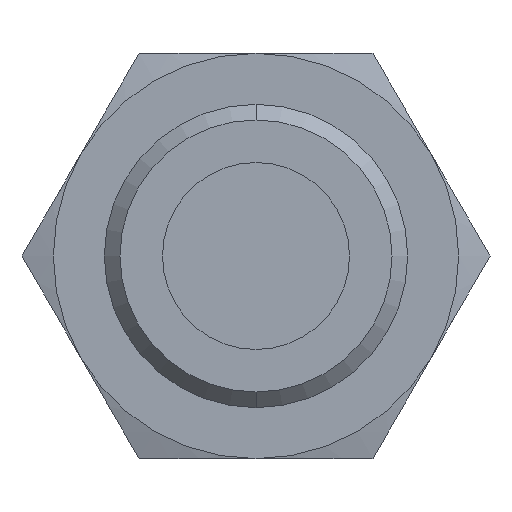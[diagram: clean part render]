
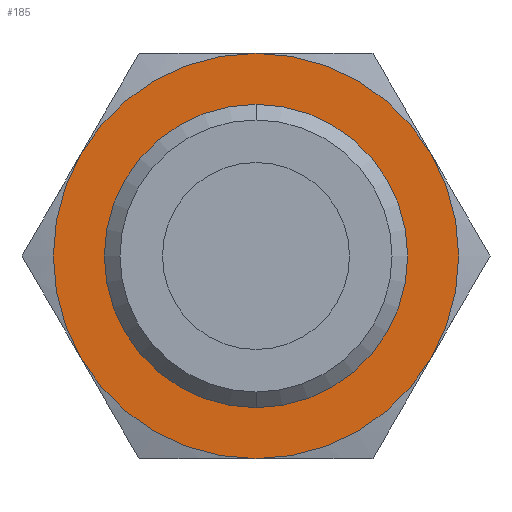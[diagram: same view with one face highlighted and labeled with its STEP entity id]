
A CAD part, front view. The second image highlights one B-rep face of the part: STEP entity #185.
In plain terms, the highlighted face is planar.
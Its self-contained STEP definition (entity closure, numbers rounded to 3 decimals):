
#28 = DIRECTION ( 'NONE',  ( -1., 0., 0. ) ) ;
#44 = CARTESIAN_POINT ( 'NONE',  ( 0., 0., 0. ) ) ;
#54 = VERTEX_POINT ( 'NONE', #558 ) ;
#60 = CARTESIAN_POINT ( 'NONE',  ( -6.5, -3.753, 0. ) ) ;
#74 = DIRECTION ( 'NONE',  ( -1., 0., 0. ) ) ;
#76 = VERTEX_POINT ( 'NONE', #85 ) ;
#85 = CARTESIAN_POINT ( 'NONE',  ( -6.5, 0., 0. ) ) ;
#146 = CIRCLE ( 'NONE', #1109, 6.5 ) ;
#160 = CARTESIAN_POINT ( 'NONE',  ( 0., 0., 0. ) ) ;
#161 = DIRECTION ( 'NONE',  ( 0., 0., -1. ) ) ;
#162 = ORIENTED_EDGE ( 'NONE', *, *, #1153, .F. ) ;
#164 = CARTESIAN_POINT ( 'NONE',  ( 3.25, -5.629, 0. ) ) ;
#169 = ORIENTED_EDGE ( 'NONE', *, *, #1123, .F. ) ;
#177 = AXIS2_PLACEMENT_3D ( 'NONE', #614, #620, #800 ) ;
#185 = ADVANCED_FACE ( 'NONE', ( #1234, #1204 ), #258, .T. ) ;
#191 = EDGE_CURVE ( 'NONE', #54, #644, #299, .T. ) ;
#220 = CARTESIAN_POINT ( 'NONE',  ( 0., 0., 0. ) ) ;
#228 = CARTESIAN_POINT ( 'NONE',  ( 0., 0., 0. ) ) ;
#239 = DIRECTION ( 'NONE',  ( 1., 0., 0. ) ) ;
#246 = EDGE_CURVE ( 'NONE', #839, #746, #295, .T. ) ;
#252 = DIRECTION ( 'NONE',  ( 0., -1., 0. ) ) ;
#258 = PLANE ( 'NONE',  #851 ) ;
#274 = CIRCLE ( 'NONE', #177, 6.5 ) ;
#275 = AXIS2_PLACEMENT_3D ( 'NONE', #768, #473, #74 ) ;
#289 = DIRECTION ( 'NONE',  ( 0., 0., -1. ) ) ;
#295 = CIRCLE ( 'NONE', #275, 4.864 ) ;
#299 = CIRCLE ( 'NONE', #1008, 6.5 ) ;
#319 = DIRECTION ( 'NONE',  ( -1., 0., 0. ) ) ;
#332 = CARTESIAN_POINT ( 'NONE',  ( -3.25, -5.629, 0. ) ) ;
#336 = CIRCLE ( 'NONE', #414, 6.5 ) ;
#355 = CARTESIAN_POINT ( 'NONE',  ( 0., 0., 0. ) ) ;
#408 = CIRCLE ( 'NONE', #697, 6.5 ) ;
#409 = EDGE_CURVE ( 'NONE', #783, #825, #336, .T. ) ;
#414 = AXIS2_PLACEMENT_3D ( 'NONE', #228, #710, #28 ) ;
#424 = CARTESIAN_POINT ( 'NONE',  ( 3.25, 5.629, 0. ) ) ;
#431 = CIRCLE ( 'NONE', #846, 6.5 ) ;
#464 = CARTESIAN_POINT ( 'NONE',  ( -4.864, 0., 0. ) ) ;
#473 = DIRECTION ( 'NONE',  ( 0., 0., -1. ) ) ;
#525 = ORIENTED_EDGE ( 'NONE', *, *, #191, .F. ) ;
#544 = ORIENTED_EDGE ( 'NONE', *, *, #1244, .F. ) ;
#558 = CARTESIAN_POINT ( 'NONE',  ( 6.5, 0., 0. ) ) ;
#586 = CARTESIAN_POINT ( 'NONE',  ( 0., 0., 0. ) ) ;
#614 = CARTESIAN_POINT ( 'NONE',  ( 0., 0., 0. ) ) ;
#620 = DIRECTION ( 'NONE',  ( 0., 0., 1. ) ) ;
#644 = VERTEX_POINT ( 'NONE', #424 ) ;
#681 = DIRECTION ( 'NONE',  ( -1., 0., 0. ) ) ;
#697 = AXIS2_PLACEMENT_3D ( 'NONE', #586, #1253, #955 ) ;
#706 = EDGE_CURVE ( 'NONE', #76, #783, #274, .T. ) ;
#710 = DIRECTION ( 'NONE',  ( 0., 0., 1. ) ) ;
#728 = DIRECTION ( 'NONE',  ( 0., 0., 1. ) ) ;
#746 = VERTEX_POINT ( 'NONE', #1093 ) ;
#768 = CARTESIAN_POINT ( 'NONE',  ( 0., 0., 0. ) ) ;
#783 = VERTEX_POINT ( 'NONE', #332 ) ;
#784 = CARTESIAN_POINT ( 'NONE',  ( -3.25, 5.629, 0. ) ) ;
#800 = DIRECTION ( 'NONE',  ( -1., 0., 0. ) ) ;
#825 = VERTEX_POINT ( 'NONE', #164 ) ;
#829 = ORIENTED_EDGE ( 'NONE', *, *, #1068, .F. ) ;
#839 = VERTEX_POINT ( 'NONE', #464 ) ;
#846 = AXIS2_PLACEMENT_3D ( 'NONE', #160, #1197, #319 ) ;
#851 = AXIS2_PLACEMENT_3D ( 'NONE', #60, #161, #252 ) ;
#855 = ORIENTED_EDGE ( 'NONE', *, *, #409, .F. ) ;
#865 = EDGE_LOOP ( 'NONE', ( #984, #829, #544, #525, #162, #855 ) ) ;
#933 = ORIENTED_EDGE ( 'NONE', *, *, #246, .F. ) ;
#939 = EDGE_LOOP ( 'NONE', ( #169, #933 ) ) ;
#955 = DIRECTION ( 'NONE',  ( -1., 0., 0. ) ) ;
#984 = ORIENTED_EDGE ( 'NONE', *, *, #706, .F. ) ;
#1008 = AXIS2_PLACEMENT_3D ( 'NONE', #355, #728, #239 ) ;
#1068 = EDGE_CURVE ( 'NONE', #1077, #76, #408, .T. ) ;
#1069 = CIRCLE ( 'NONE', #1254, 4.864 ) ;
#1077 = VERTEX_POINT ( 'NONE', #784 ) ;
#1093 = CARTESIAN_POINT ( 'NONE',  ( 4.864, 0., 0. ) ) ;
#1109 = AXIS2_PLACEMENT_3D ( 'NONE', #44, #1140, #1238 ) ;
#1123 = EDGE_CURVE ( 'NONE', #746, #839, #1069, .T. ) ;
#1140 = DIRECTION ( 'NONE',  ( 0., 0., 1. ) ) ;
#1153 = EDGE_CURVE ( 'NONE', #825, #54, #431, .T. ) ;
#1197 = DIRECTION ( 'NONE',  ( 0., 0., 1. ) ) ;
#1204 = FACE_OUTER_BOUND ( 'NONE', #865, .T. ) ;
#1234 = FACE_BOUND ( 'NONE', #939, .T. ) ;
#1238 = DIRECTION ( 'NONE',  ( -1., 0., 0. ) ) ;
#1244 = EDGE_CURVE ( 'NONE', #644, #1077, #146, .T. ) ;
#1253 = DIRECTION ( 'NONE',  ( 0., 0., 1. ) ) ;
#1254 = AXIS2_PLACEMENT_3D ( 'NONE', #220, #289, #681 ) ;
